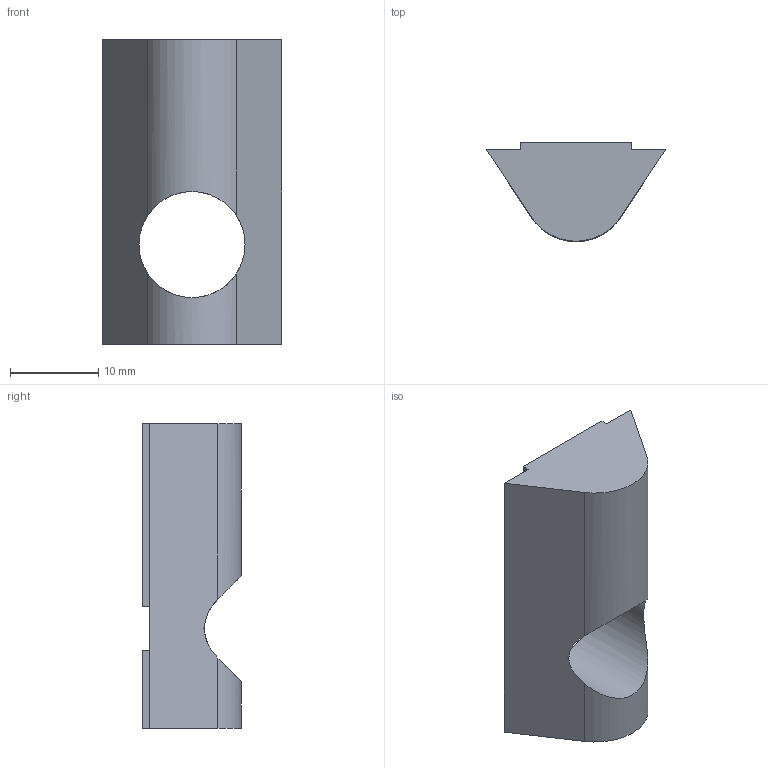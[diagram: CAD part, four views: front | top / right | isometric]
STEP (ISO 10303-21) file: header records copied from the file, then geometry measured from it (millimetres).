
FILE_DESCRIPTION (( 'STEP AP214' ), '1' );
FILE_NAME ('0969812.STEP', '2014-05-08T12:22:48', ( '' ), ( '' ), 'SwSTEP 2.0', 'SolidWorks 2014', '' );
FILE_SCHEMA (( 'AUTOMOTIVE_DESIGN' ));
Length unit declared in the file: millimetre
Products named in the file (1): 0969812
Bounding box: 20.3 x 11.2 x 34.5 mm (x, y, z)
Volume: 3862.8 mm3; surface area: 2181.1 mm2
Topology: 1 solids, 1 shells, 20 faces, 60 edges, 40 vertices
Faces by surface type: plane 16, cylinder 4
Entity records: 864 total; most frequent: CARTESIAN_POINT 139, ORIENTED_EDGE 120, DIRECTION 104, EDGE_CURVE 60, LINE 46, VECTOR 46, VERTEX_POINT 40, AXIS2_PLACEMENT_3D 29
